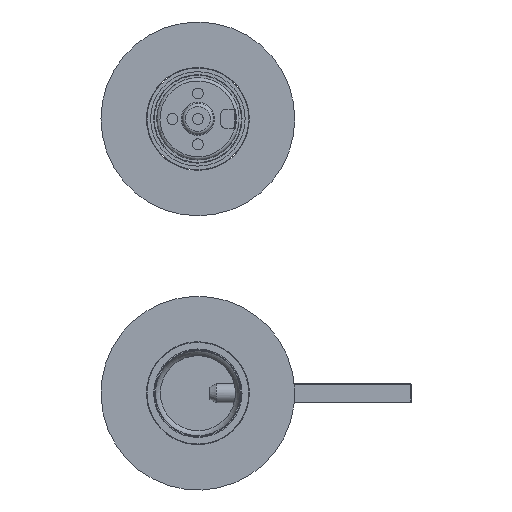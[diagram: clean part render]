
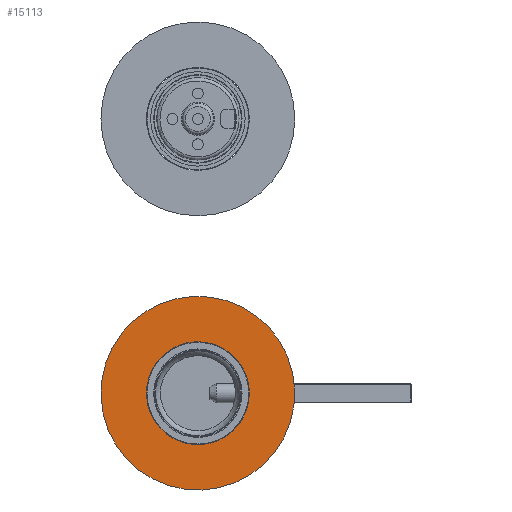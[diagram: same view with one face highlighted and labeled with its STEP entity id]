
A CAD part, left-side view. The second image highlights one B-rep face of the part: STEP entity #15113.
In plain terms, the highlighted planar face has unit normal (-1, 0, 0).
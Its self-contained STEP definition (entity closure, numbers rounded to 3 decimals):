
#2955 = DIRECTION ( 'NONE',  ( -1., 0., 0. ) ) ;
#6681 = EDGE_LOOP ( 'NONE', ( #13931 ) ) ;
#7776 = DIRECTION ( 'NONE',  ( 1., 0., 0. ) ) ;
#10244 = CARTESIAN_POINT ( 'NONE',  ( 27.5, 0., 0. ) ) ;
#13931 = ORIENTED_EDGE ( 'NONE', *, *, #97466, .T. ) ;
#15113 = ADVANCED_FACE ( 'NONE', ( #96436, #98732 ), #17914, .T. ) ;
#17914 = PLANE ( 'NONE',  #116326 ) ;
#26597 = DIRECTION ( 'NONE',  ( 0., -0.924, 0.382 ) ) ;
#38301 = DIRECTION ( 'NONE',  ( 0., 0.924, -0.382 ) ) ;
#44576 = CIRCLE ( 'NONE', #89798, 21.25 ) ;
#47198 = ORIENTED_EDGE ( 'NONE', *, *, #82316, .T. ) ;
#47489 = CARTESIAN_POINT ( 'NONE',  ( 27.5, -19.64, 8.114 ) ) ;
#56909 = VERTEX_POINT ( 'NONE', #47489 ) ;
#64276 = CARTESIAN_POINT ( 'NONE',  ( 27.5, 0., 0. ) ) ;
#66273 = AXIS2_PLACEMENT_3D ( 'NONE', #64276, #2955, #38301 ) ;
#79899 = DIRECTION ( 'NONE',  ( 0., 0.924, -0.382 ) ) ;
#82316 = EDGE_CURVE ( 'NONE', #82884, #82884, #113308, .T. ) ;
#82884 = VERTEX_POINT ( 'NONE', #109999 ) ;
#89798 = AXIS2_PLACEMENT_3D ( 'NONE', #114553, #7776, #26597 ) ;
#96071 = EDGE_LOOP ( 'NONE', ( #47198 ) ) ;
#96436 = FACE_BOUND ( 'NONE', #6681, .T. ) ;
#97466 = EDGE_CURVE ( 'NONE', #56909, #56909, #44576, .T. ) ;
#98157 = DIRECTION ( 'NONE',  ( -1., 0., 0. ) ) ;
#98732 = FACE_OUTER_BOUND ( 'NONE', #96071, .T. ) ;
#109999 = CARTESIAN_POINT ( 'NONE',  ( 27.5, 36.969, -15.274 ) ) ;
#113308 = CIRCLE ( 'NONE', #66273, 40. ) ;
#114553 = CARTESIAN_POINT ( 'NONE',  ( 27.5, 0., 0. ) ) ;
#116326 = AXIS2_PLACEMENT_3D ( 'NONE', #10244, #98157, #79899 ) ;
